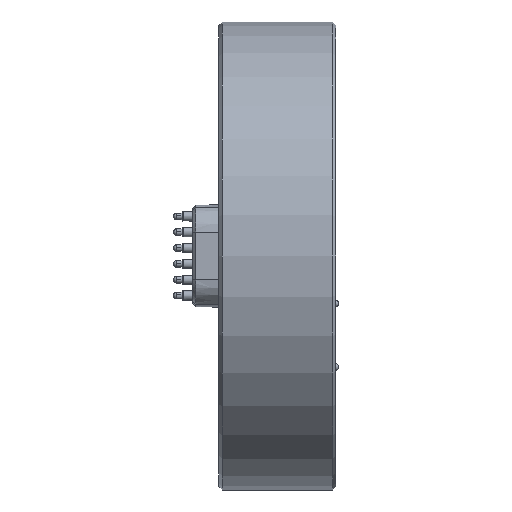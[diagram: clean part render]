
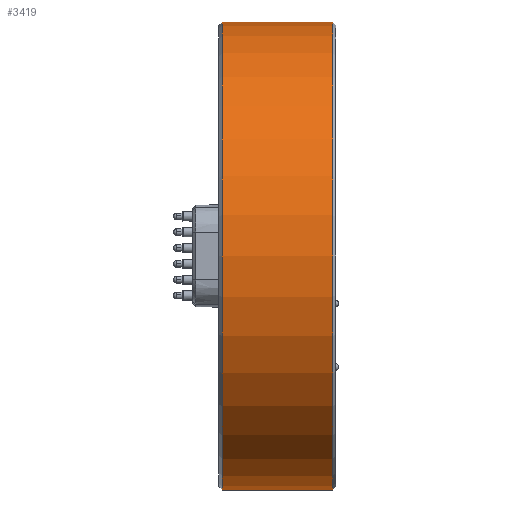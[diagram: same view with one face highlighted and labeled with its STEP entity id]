
A CAD part, front view. The second image highlights one B-rep face of the part: STEP entity #3419.
In plain terms, the highlighted cylindrical face has radius 37.5 mm (diameter 75 mm), a partial arc.
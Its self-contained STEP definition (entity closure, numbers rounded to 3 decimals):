
#1805 = VECTOR ( 'NONE', #38584, 1000. ) ;
#3176 = DIRECTION ( 'NONE',  ( -1., 0., 0. ) ) ;
#3419 = ADVANCED_FACE ( 'NONE', ( #6678 ), #17141, .T. ) ;
#3805 = CARTESIAN_POINT ( 'NONE',  ( -16., 0., 37.5 ) ) ;
#6116 = VECTOR ( 'NONE', #33390, 1000. ) ;
#6678 = FACE_OUTER_BOUND ( 'NONE', #43177, .T. ) ;
#7710 = DIRECTION ( 'NONE',  ( 0., 0., -1. ) ) ;
#10939 = VERTEX_POINT ( 'NONE', #26022 ) ;
#11439 = AXIS2_PLACEMENT_3D ( 'NONE', #20699, #3176, #27695 ) ;
#11492 = CARTESIAN_POINT ( 'NONE',  ( -15.3, 0., 37.5 ) ) ;
#12668 = LINE ( 'NONE', #40584, #6116 ) ;
#12939 = DIRECTION ( 'NONE',  ( 0., 0., 1. ) ) ;
#14838 = ORIENTED_EDGE ( 'NONE', *, *, #37287, .F. ) ;
#15056 = VERTEX_POINT ( 'NONE', #33252 ) ;
#15852 = VERTEX_POINT ( 'NONE', #16688 ) ;
#16688 = CARTESIAN_POINT ( 'NONE',  ( 2.4, 0., 37.5 ) ) ;
#17141 = CYLINDRICAL_SURFACE ( 'NONE', #11439, 37.5 ) ;
#19145 = AXIS2_PLACEMENT_3D ( 'NONE', #34040, #41348, #12939 ) ;
#20322 = EDGE_CURVE ( 'NONE', #22406, #10939, #34281, .T. ) ;
#20699 = CARTESIAN_POINT ( 'NONE',  ( -16., 0., 0. ) ) ;
#22351 = AXIS2_PLACEMENT_3D ( 'NONE', #36074, #25339, #7710 ) ;
#22406 = VERTEX_POINT ( 'NONE', #11492 ) ;
#24151 = EDGE_CURVE ( 'NONE', #15852, #22406, #28156, .T. ) ;
#25326 = ORIENTED_EDGE ( 'NONE', *, *, #24151, .T. ) ;
#25339 = DIRECTION ( 'NONE',  ( 1., 0., 0. ) ) ;
#26022 = CARTESIAN_POINT ( 'NONE',  ( -15.3, 0., -37.5 ) ) ;
#27695 = DIRECTION ( 'NONE',  ( 0., 0., 1. ) ) ;
#28156 = LINE ( 'NONE', #3805, #1805 ) ;
#33252 = CARTESIAN_POINT ( 'NONE',  ( 2.4, 0., -37.5 ) ) ;
#33390 = DIRECTION ( 'NONE',  ( -1., 0., 0. ) ) ;
#34040 = CARTESIAN_POINT ( 'NONE',  ( 2.4, 0., 0. ) ) ;
#34281 = CIRCLE ( 'NONE', #22351, 37.5 ) ;
#35451 = EDGE_CURVE ( 'NONE', #15056, #15852, #41308, .T. ) ;
#36074 = CARTESIAN_POINT ( 'NONE',  ( -15.3, 0., 0. ) ) ;
#37287 = EDGE_CURVE ( 'NONE', #15056, #10939, #12668, .T. ) ;
#38084 = ORIENTED_EDGE ( 'NONE', *, *, #20322, .T. ) ;
#38553 = ORIENTED_EDGE ( 'NONE', *, *, #35451, .T. ) ;
#38584 = DIRECTION ( 'NONE',  ( -1., 0., 0. ) ) ;
#40584 = CARTESIAN_POINT ( 'NONE',  ( -16., 0., -37.5 ) ) ;
#41308 = CIRCLE ( 'NONE', #19145, 37.5 ) ;
#41348 = DIRECTION ( 'NONE',  ( -1., 0., 0. ) ) ;
#43177 = EDGE_LOOP ( 'NONE', ( #14838, #38553, #25326, #38084 ) ) ;
